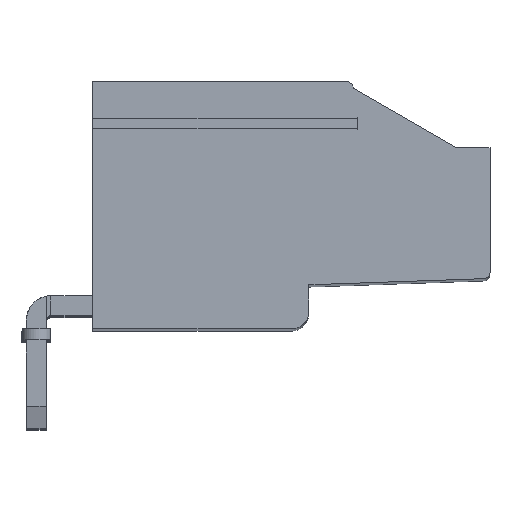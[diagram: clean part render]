
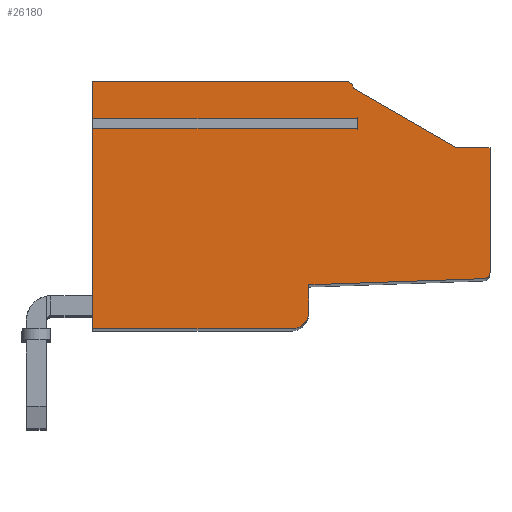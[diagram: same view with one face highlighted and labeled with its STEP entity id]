
A CAD part, top view. The second image highlights one B-rep face of the part: STEP entity #26180.
In plain terms, the highlighted face is planar.
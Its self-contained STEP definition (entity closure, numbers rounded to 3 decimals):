
#8110=CARTESIAN_POINT('',(-43.425,93.196
   ,-12.5));
#8120=VERTEX_POINT('',#8110);
#8150=CARTESIAN_POINT('',(-43.125,93.186
   ,-12.5));
#8160=DIRECTION('',(0.,0.,
   -1.));
#8170=DIRECTION('',(-1.,0.,
   0.));
#8180=AXIS2_PLACEMENT_3D('',#8150,#8160,#8170);
#8190=CIRCLE('',#8180,0.3);
#8200=CARTESIAN_POINT('',(-43.125,93.486
   ,-12.5));
#8210=VERTEX_POINT('',#8200);
#8220=EDGE_CURVE('',#8120,#8210,#8190,.T.);
#17770=CARTESIAN_POINT('',(-36.19,
   87.486,-12.5));
#17780=VERTEX_POINT('',#17770);
#17810=CARTESIAN_POINT('',(-79.995,
   87.486,-12.5));
#17820=DIRECTION('',(1.,0.,
   0.));
#17830=VECTOR('',#17820,1.);
#17840=LINE('',#17810,#17830);
#17850=CARTESIAN_POINT('',(-36.604,
   87.486,-12.5));
#17860=VERTEX_POINT('',#17850);
#17870=EDGE_CURVE('',#17860,#17780,#17840,.T.);
#18220=CARTESIAN_POINT('',(-36.604,
   75.486,-12.5));
#18230=VERTEX_POINT('',#18220);
#18350=CARTESIAN_POINT('',(-36.604,
   0.,-12.5));
#18360=DIRECTION('',(0.,-1.,
   0.));
#18370=VECTOR('',#18360,1.);
#18380=LINE('',#18350,#18370);
#18390=EDGE_CURVE('',#17860,#18230,#18380,.T.);
#20150=CARTESIAN_POINT('',(-36.19,
   75.486,-12.5));
#20160=VERTEX_POINT('',#20150);
#20190=CARTESIAN_POINT('',(-36.19,
   0.,-12.5));
#20200=DIRECTION('',(0.,1.,
   0.));
#20210=VECTOR('',#20200,1.);
#20220=LINE('',#20190,#20210);
#20230=EDGE_CURVE('',#20160,#17780,#20220,.T.);
#21380=CARTESIAN_POINT('',(-34.797,
   86.986,-12.5));
#21390=DIRECTION('',(0.,0.,
   -1.));
#21400=DIRECTION('',(-1.,0.,
   0.));
#21410=AXIS2_PLACEMENT_3D('',#21380,#21390,#21400);
#21420=CIRCLE('',#21410,0.3);
#21430=CARTESIAN_POINT('',(-34.797,
   87.286,-12.5));
#21440=VERTEX_POINT('',#21430);
#21450=CARTESIAN_POINT('',(-34.497,
   86.986,-12.5));
#21460=VERTEX_POINT('',#21450);
#21470=EDGE_CURVE('',#21440,#21460,#21420,.T.);
#25350=CARTESIAN_POINT('',(-79.995,
   0.,-12.5));
#25360=DIRECTION('',(0.,0.,
   -1.));
#25370=DIRECTION('',(-1.,0.,
   0.));
#25380=AXIS2_PLACEMENT_3D('',#25350,#25360,#25370);
#25390=PLANE('',#25380);
#25400=CARTESIAN_POINT('',(-79.995,
   75.486,-12.5));
#25410=DIRECTION('',(1.,0.,
   0.));
#25420=VECTOR('',#25410,1.);
#25430=LINE('',#25400,#25420);
#25440=CARTESIAN_POINT('',(-45.697,
   75.486,-12.5));
#25450=VERTEX_POINT('',#25440);
#25460=EDGE_CURVE('',#25450,#18230,#25430,.T.);
#25470=ORIENTED_EDGE('',*,*,#25460,.F.);
#25480=ORIENTED_EDGE('',*,*,#18390,.T.);
#25490=ORIENTED_EDGE('',*,*,#17870,.F.);
#25500=ORIENTED_EDGE('',*,*,#20230,.T.);
#25510=CARTESIAN_POINT('',(-34.497,
   75.486,-12.5));
#25520=VERTEX_POINT('',#25510);
#25530=EDGE_CURVE('',#20160,#25520,#25430,.T.);
#25540=ORIENTED_EDGE('',*,*,#25530,.F.);
#25550=CARTESIAN_POINT('',(-34.497,
   0.,-12.5));
#25560=DIRECTION('',(0.,1.,
   0.));
#25570=VECTOR('',#25560,1.);
#25580=LINE('',#25550,#25570);
#25590=EDGE_CURVE('',#25520,#21460,#25580,.T.);
#25600=ORIENTED_EDGE('',*,*,#25590,.F.);
#25610=ORIENTED_EDGE('',*,*,#21470,.T.);
#25620=CARTESIAN_POINT('',(15.597,0.
   ,-12.5));
#25630=DIRECTION('',(-0.5,0.866,
   0.));
#25640=VECTOR('',#25630,1.);
#25650=LINE('',#25620,#25640);
#25660=CARTESIAN_POINT('',(-37.497,
   91.962,-12.5));
#25670=VERTEX_POINT('',#25660);
#25680=EDGE_CURVE('',#21440,#25670,#25650,.T.);
#25690=ORIENTED_EDGE('',*,*,#25680,.F.);
#25700=CARTESIAN_POINT('',(-37.497,
   0.,-12.5));
#25710=DIRECTION('',(0.,1.,
   0.));
#25720=VECTOR('',#25710,1.);
#25730=LINE('',#25700,#25720);
#25740=CARTESIAN_POINT('',(-37.497,
   93.486,-12.5));
#25750=VERTEX_POINT('',#25740);
#25760=EDGE_CURVE('',#25670,#25750,#25730,.T.);
#25770=ORIENTED_EDGE('',*,*,#25760,.F.);
#25780=CARTESIAN_POINT('',(-79.995,
   93.486,-12.5));
#25790=DIRECTION('',(-1.,0.,
   0.));
#25800=VECTOR('',#25790,1.);
#25810=LINE('',#25780,#25800);
#25820=EDGE_CURVE('',#25750,#8210,#25810,.T.);
#25830=ORIENTED_EDGE('',*,*,#25820,.F.);
#25840=ORIENTED_EDGE('',*,*,#8220,.T.);
#25850=CARTESIAN_POINT('',(-46.679,
   0.,-12.5));
#25860=DIRECTION('',(-0.035,-0.999,
   0.));
#25870=VECTOR('',#25860,1.);
#25880=LINE('',#25850,#25870);
#25890=CARTESIAN_POINT('',(-43.701,
   85.286,-12.5));
#25900=VERTEX_POINT('',#25890);
#25910=EDGE_CURVE('',#8120,#25900,#25880,.T.);
#25920=ORIENTED_EDGE('',*,*,#25910,.F.);
#25930=CARTESIAN_POINT('',(-79.995,
   85.286,-12.5));
#25940=DIRECTION('',(-1.,0.,
   0.));
#25950=VECTOR('',#25940,1.);
#25960=LINE('',#25930,#25950);
#25970=CARTESIAN_POINT('',(-44.897,
   85.286,-12.5));
#25980=VERTEX_POINT('',#25970);
#25990=EDGE_CURVE('',#25900,#25980,#25960,.T.);
#26000=ORIENTED_EDGE('',*,*,#25990,.F.);
#26010=CARTESIAN_POINT('',(-44.897,
   84.486,-12.5));
#26020=DIRECTION('',(0.,0.,
   1.));
#26030=DIRECTION('',(1.,0.,
   0.));
#26040=AXIS2_PLACEMENT_3D('',#26010,#26020,#26030);
#26050=CIRCLE('',#26040,0.8);
#26060=CARTESIAN_POINT('',(-45.697,
   84.486,-12.5));
#26070=VERTEX_POINT('',#26060);
#26080=EDGE_CURVE('',#25980,#26070,#26050,.T.);
#26090=ORIENTED_EDGE('',*,*,#26080,.F.);
#26100=CARTESIAN_POINT('',(-45.697,
   0.,-12.5));
#26110=DIRECTION('',(0.,-1.,
   0.));
#26120=VECTOR('',#26110,1.);
#26130=LINE('',#26100,#26120);
#26140=EDGE_CURVE('',#26070,#25450,#26130,.T.);
#26150=ORIENTED_EDGE('',*,*,#26140,.F.);
#26160=EDGE_LOOP('',(#26150,#26090,#26000,#25920,#25840,#25830,#25770,
   #25690,#25610,#25600,#25540,#25500,#25490,#25480,#25470));
#26170=FACE_OUTER_BOUND('',#26160,.T.);
#26180=ADVANCED_FACE('',(#26170),#25390,.T.);
